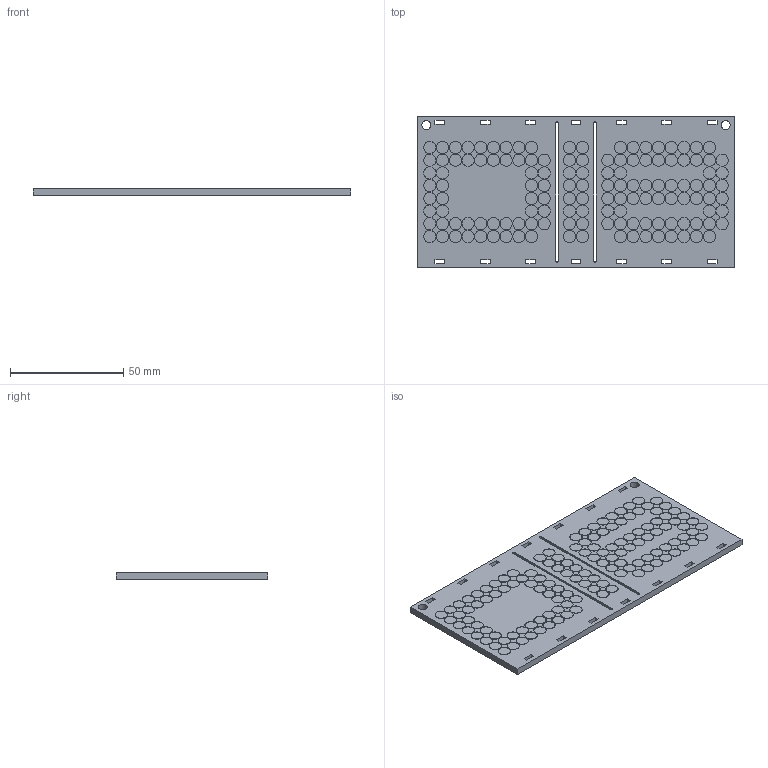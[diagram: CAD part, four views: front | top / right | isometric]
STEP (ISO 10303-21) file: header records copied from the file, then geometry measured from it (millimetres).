
FILE_DESCRIPTION(/* description */ (''),/* implementation_level */ '2;1');
FILE_NAME(/* name */ 'acrylic_rev3 v2.step',/* time_stamp */ '2018-06-04T15:06:29+08:00',/* author */ ('matt7HKHE'),/* organization */ (''),/* preprocessor_version */ 'ST-DEVELOPER v17',/* originating_system */ 'Autodesk Translation Framework v7.1.0.215',/* authorisation */ '');
FILE_SCHEMA (('AUTOMOTIVE_DESIGN { 1 0 10303 214 3 1 1 }'));
Length unit declared in the file: millimetre
Products named in the file (1): acrylic_rev3
Bounding box: 140 x 67 x 3 mm (x, y, z)
Volume: 27054.5 mm3; surface area: 21057.2 mm2
Topology: 1 solids, 1 shells, 340 faces, 612 edges, 408 vertices
Faces by surface type: plane 200, cylinder 140
Full cylindrical faces by diameter (mm): 4 x2, 5.4 x134
Entity records: 8470 total; most frequent: DIRECTION 1574, CARTESIAN_POINT 1361, ORIENTED_EDGE 1224, AXIS2_PLACEMENT_3D 621, EDGE_CURVE 612, EDGE_LOOP 510, VERTEX_POINT 408, FACE_OUTER_BOUND 340
